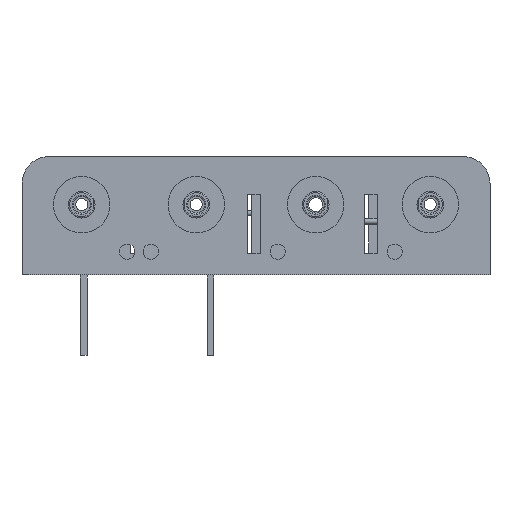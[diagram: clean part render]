
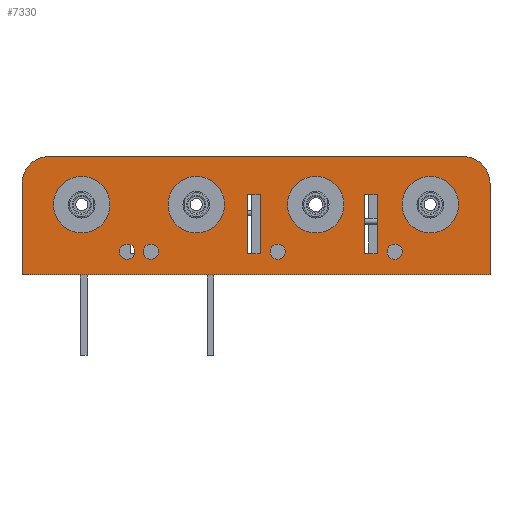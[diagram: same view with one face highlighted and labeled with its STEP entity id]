
A CAD part, left-side view. The second image highlights one B-rep face of the part: STEP entity #7330.
In plain terms, the highlighted planar face has unit normal (-1, 0, 0).
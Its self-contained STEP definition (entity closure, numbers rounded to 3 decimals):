
#93=FACE_BOUND('',#1529,.T.);
#94=FACE_BOUND('',#1530,.T.);
#95=FACE_BOUND('',#1531,.T.);
#96=FACE_BOUND('',#1532,.T.);
#97=FACE_BOUND('',#1533,.T.);
#98=FACE_BOUND('',#1534,.T.);
#99=FACE_BOUND('',#1535,.T.);
#100=FACE_BOUND('',#1536,.T.);
#101=FACE_BOUND('',#1537,.T.);
#102=FACE_BOUND('',#1538,.T.);
#216=PLANE('',#8093);
#732=CIRCLE('',#7979,1.);
#734=CIRCLE('',#7982,1.);
#738=CIRCLE('',#7988,3.7);
#750=CIRCLE('',#8006,3.7);
#766=CIRCLE('',#8030,1.);
#768=CIRCLE('',#8033,1.);
#770=CIRCLE('',#8036,3.7);
#788=CIRCLE('',#8063,3.7);
#807=CIRCLE('',#8094,3.5);
#808=CIRCLE('',#8095,3.5);
#1027=FACE_OUTER_BOUND('',#1528,.T.);
#1528=EDGE_LOOP('',(#5828,#5829,#5830,#5831,#5832,#5833));
#1529=EDGE_LOOP('',(#5834,#5835,#5836,#5837));
#1530=EDGE_LOOP('',(#5838));
#1531=EDGE_LOOP('',(#5839));
#1532=EDGE_LOOP('',(#5840,#5841,#5842,#5843));
#1533=EDGE_LOOP('',(#5844));
#1534=EDGE_LOOP('',(#5845));
#1535=EDGE_LOOP('',(#5846));
#1536=EDGE_LOOP('',(#5847));
#1537=EDGE_LOOP('',(#5848));
#1538=EDGE_LOOP('',(#5849));
#1935=LINE('',#18321,#2608);
#1997=LINE('',#18455,#2670);
#1998=LINE('',#18459,#2671);
#1999=LINE('',#18461,#2672);
#2000=LINE('',#18462,#2673);
#2001=LINE('',#18464,#2674);
#2002=LINE('',#18466,#2675);
#2003=LINE('',#18467,#2676);
#2004=LINE('',#18470,#2677);
#2005=LINE('',#18472,#2678);
#2006=LINE('',#18474,#2679);
#2007=LINE('',#18475,#2680);
#2608=VECTOR('',#9469,1000.);
#2670=VECTOR('',#9549,1000.);
#2671=VECTOR('',#9552,1000.);
#2672=VECTOR('',#9553,1000.);
#2673=VECTOR('',#9554,1000.);
#2674=VECTOR('',#9555,1000.);
#2675=VECTOR('',#9556,1000.);
#2676=VECTOR('',#9557,1000.);
#2677=VECTOR('',#9558,1000.);
#2678=VECTOR('',#9559,1000.);
#2679=VECTOR('',#9560,1000.);
#2680=VECTOR('',#9561,1000.);
#3417=VERTEX_POINT('',#18072);
#3419=VERTEX_POINT('',#18078);
#3423=VERTEX_POINT('',#18090);
#3435=VERTEX_POINT('',#18126);
#3451=VERTEX_POINT('',#18174);
#3453=VERTEX_POINT('',#18180);
#3455=VERTEX_POINT('',#18186);
#3473=VERTEX_POINT('',#18240);
#3505=VERTEX_POINT('',#18318);
#3506=VERTEX_POINT('',#18320);
#3567=VERTEX_POINT('',#18451);
#3568=VERTEX_POINT('',#18452);
#3569=VERTEX_POINT('',#18454);
#3570=VERTEX_POINT('',#18456);
#3571=VERTEX_POINT('',#18458);
#3572=VERTEX_POINT('',#18460);
#3573=VERTEX_POINT('',#18463);
#3574=VERTEX_POINT('',#18465);
#3575=VERTEX_POINT('',#18468);
#3576=VERTEX_POINT('',#18469);
#3577=VERTEX_POINT('',#18471);
#3578=VERTEX_POINT('',#18473);
#4218=EDGE_CURVE('',#3417,#3417,#732,.T.);
#4221=EDGE_CURVE('',#3419,#3419,#734,.T.);
#4227=EDGE_CURVE('',#3423,#3423,#738,.T.);
#4245=EDGE_CURVE('',#3435,#3435,#750,.T.);
#4269=EDGE_CURVE('',#3451,#3451,#766,.T.);
#4272=EDGE_CURVE('',#3453,#3453,#768,.T.);
#4275=EDGE_CURVE('',#3455,#3455,#770,.T.);
#4302=EDGE_CURVE('',#3473,#3473,#788,.T.);
#4340=EDGE_CURVE('',#3506,#3505,#1935,.T.);
#4406=EDGE_CURVE('',#3567,#3568,#807,.T.);
#4407=EDGE_CURVE('',#3568,#3569,#1997,.T.);
#4408=EDGE_CURVE('',#3569,#3570,#808,.T.);
#4409=EDGE_CURVE('',#3570,#3571,#1998,.T.);
#4410=EDGE_CURVE('',#3572,#3571,#1999,.T.);
#4411=EDGE_CURVE('',#3567,#3572,#2000,.T.);
#4412=EDGE_CURVE('',#3573,#3505,#2001,.T.);
#4413=EDGE_CURVE('',#3574,#3573,#2002,.T.);
#4414=EDGE_CURVE('',#3574,#3506,#2003,.T.);
#4415=EDGE_CURVE('',#3575,#3576,#2004,.T.);
#4416=EDGE_CURVE('',#3577,#3575,#2005,.T.);
#4417=EDGE_CURVE('',#3577,#3578,#2006,.T.);
#4418=EDGE_CURVE('',#3576,#3578,#2007,.T.);
#5828=ORIENTED_EDGE('',*,*,#4406,.T.);
#5829=ORIENTED_EDGE('',*,*,#4407,.T.);
#5830=ORIENTED_EDGE('',*,*,#4408,.T.);
#5831=ORIENTED_EDGE('',*,*,#4409,.T.);
#5832=ORIENTED_EDGE('',*,*,#4410,.F.);
#5833=ORIENTED_EDGE('',*,*,#4411,.F.);
#5834=ORIENTED_EDGE('',*,*,#4340,.T.);
#5835=ORIENTED_EDGE('',*,*,#4412,.F.);
#5836=ORIENTED_EDGE('',*,*,#4413,.F.);
#5837=ORIENTED_EDGE('',*,*,#4414,.T.);
#5838=ORIENTED_EDGE('',*,*,#4221,.F.);
#5839=ORIENTED_EDGE('',*,*,#4218,.F.);
#5840=ORIENTED_EDGE('',*,*,#4415,.F.);
#5841=ORIENTED_EDGE('',*,*,#4416,.F.);
#5842=ORIENTED_EDGE('',*,*,#4417,.T.);
#5843=ORIENTED_EDGE('',*,*,#4418,.F.);
#5844=ORIENTED_EDGE('',*,*,#4269,.F.);
#5845=ORIENTED_EDGE('',*,*,#4272,.F.);
#5846=ORIENTED_EDGE('',*,*,#4302,.T.);
#5847=ORIENTED_EDGE('',*,*,#4275,.F.);
#5848=ORIENTED_EDGE('',*,*,#4245,.F.);
#5849=ORIENTED_EDGE('',*,*,#4227,.T.);
#7330=ADVANCED_FACE('',(#1027,#93,#94,#95,#96,#97,#98,#99,#100,#101,#102),
#216,.T.);
#7979=AXIS2_PLACEMENT_3D('',#18074,#9204,#9205);
#7982=AXIS2_PLACEMENT_3D('',#18080,#9211,#9212);
#7988=AXIS2_PLACEMENT_3D('',#18092,#9225,#9226);
#8006=AXIS2_PLACEMENT_3D('',#18128,#9267,#9268);
#8030=AXIS2_PLACEMENT_3D('',#18176,#9323,#9324);
#8033=AXIS2_PLACEMENT_3D('',#18182,#9330,#9331);
#8036=AXIS2_PLACEMENT_3D('',#18188,#9337,#9338);
#8063=AXIS2_PLACEMENT_3D('',#18242,#9400,#9401);
#8093=AXIS2_PLACEMENT_3D('',#18450,#9545,#9546);
#8094=AXIS2_PLACEMENT_3D('',#18453,#9547,#9548);
#8095=AXIS2_PLACEMENT_3D('',#18457,#9550,#9551);
#9204=DIRECTION('center_axis',(-1.,0.,0.));
#9205=DIRECTION('ref_axis',(0.,-1.,0.));
#9211=DIRECTION('center_axis',(-1.,0.,0.));
#9212=DIRECTION('ref_axis',(0.,-1.,0.));
#9225=DIRECTION('center_axis',(1.,0.,0.));
#9226=DIRECTION('ref_axis',(0.,1.,0.));
#9267=DIRECTION('center_axis',(-1.,0.,0.));
#9268=DIRECTION('ref_axis',(0.,-1.,0.));
#9323=DIRECTION('center_axis',(-1.,0.,0.));
#9324=DIRECTION('ref_axis',(0.,-1.,0.));
#9330=DIRECTION('center_axis',(-1.,0.,0.));
#9331=DIRECTION('ref_axis',(0.,-1.,0.));
#9337=DIRECTION('center_axis',(-1.,0.,0.));
#9338=DIRECTION('ref_axis',(0.,-1.,0.));
#9400=DIRECTION('center_axis',(1.,0.,0.));
#9401=DIRECTION('ref_axis',(0.,1.,0.));
#9469=DIRECTION('',(0.,0.,-1.));
#9545=DIRECTION('center_axis',(-1.,0.,0.));
#9546=DIRECTION('ref_axis',(0.,-1.,0.));
#9547=DIRECTION('center_axis',(-1.,0.,0.));
#9548=DIRECTION('ref_axis',(0.,1.,0.));
#9549=DIRECTION('',(0.,1.,0.));
#9550=DIRECTION('center_axis',(-1.,0.,0.));
#9551=DIRECTION('ref_axis',(0.,-1.,0.));
#9552=DIRECTION('',(0.,0.,-1.));
#9553=DIRECTION('',(0.,1.,0.));
#9554=DIRECTION('',(0.,0.,-1.));
#9555=DIRECTION('',(0.,-1.,0.));
#9556=DIRECTION('',(0.,0.,-1.));
#9557=DIRECTION('',(0.,-1.,0.));
#9558=DIRECTION('',(0.,-1.,0.));
#9559=DIRECTION('',(0.,0.,-1.));
#9560=DIRECTION('',(0.,-1.,0.));
#9561=DIRECTION('',(0.,0.,1.));
#18072=CARTESIAN_POINT('',(-28.6,-1.851,3.05));
#18074=CARTESIAN_POINT('Origin',(-28.6,-2.851,3.05));
#18078=CARTESIAN_POINT('',(-28.6,-17.176,3.05));
#18080=CARTESIAN_POINT('Origin',(-28.6,-18.176,3.05));
#18090=CARTESIAN_POINT('',(-28.6,-4.126,9.2));
#18092=CARTESIAN_POINT('Origin',(-28.6,-7.826,9.2));
#18126=CARTESIAN_POINT('',(-28.6,-19.126,9.2));
#18128=CARTESIAN_POINT('Origin',(-28.6,-22.826,9.2));
#18174=CARTESIAN_POINT('',(-28.6,17.875,3.05));
#18176=CARTESIAN_POINT('Origin',(-28.6,16.875,3.05));
#18180=CARTESIAN_POINT('',(-28.6,14.775,3.05));
#18182=CARTESIAN_POINT('Origin',(-28.6,13.775,3.05));
#18186=CARTESIAN_POINT('',(-28.6,11.525,9.2));
#18188=CARTESIAN_POINT('Origin',(-28.6,7.824,9.2));
#18240=CARTESIAN_POINT('',(-28.6,26.525,9.2));
#18242=CARTESIAN_POINT('Origin',(-28.6,22.825,9.2));
#18318=CARTESIAN_POINT('',(-28.6,-15.876,2.75));
#18320=CARTESIAN_POINT('',(-28.6,-15.876,10.5));
#18321=CARTESIAN_POINT('',(-28.6,-15.876,1.55));
#18450=CARTESIAN_POINT('Origin',(-28.6,22.987,1.55));
#18451=CARTESIAN_POINT('',(-28.6,-30.651,12.));
#18452=CARTESIAN_POINT('',(-28.6,-27.151,15.5));
#18453=CARTESIAN_POINT('Origin',(-28.6,-27.151,12.));
#18454=CARTESIAN_POINT('',(-28.6,27.15,15.5));
#18455=CARTESIAN_POINT('',(-28.6,22.987,15.5));
#18456=CARTESIAN_POINT('',(-28.6,30.65,12.));
#18457=CARTESIAN_POINT('Origin',(-28.6,27.15,12.));
#18458=CARTESIAN_POINT('',(-28.6,30.65,0.));
#18459=CARTESIAN_POINT('',(-28.6,30.65,1.55));
#18460=CARTESIAN_POINT('',(-28.6,-30.651,0.));
#18461=CARTESIAN_POINT('',(-28.6,22.987,0.));
#18462=CARTESIAN_POINT('',(-28.6,-30.651,1.55));
#18463=CARTESIAN_POINT('',(-28.6,-14.226,2.75));
#18464=CARTESIAN_POINT('',(-28.6,22.987,2.75));
#18465=CARTESIAN_POINT('',(-28.6,-14.226,10.5));
#18466=CARTESIAN_POINT('',(-28.6,-14.226,0.));
#18467=CARTESIAN_POINT('',(-28.6,-22.988,10.5));
#18468=CARTESIAN_POINT('',(-28.6,1.1,2.75));
#18469=CARTESIAN_POINT('',(-28.6,-0.551,2.75));
#18470=CARTESIAN_POINT('',(-28.6,22.987,2.75));
#18471=CARTESIAN_POINT('',(-28.6,1.099,10.5));
#18472=CARTESIAN_POINT('',(-28.6,1.1,0.));
#18473=CARTESIAN_POINT('',(-28.6,-0.551,10.5));
#18474=CARTESIAN_POINT('',(-28.6,22.987,10.5));
#18475=CARTESIAN_POINT('',(-28.6,-0.551,0.));
